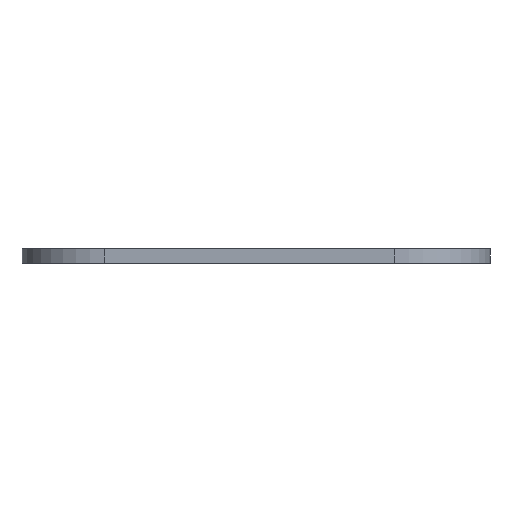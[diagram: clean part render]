
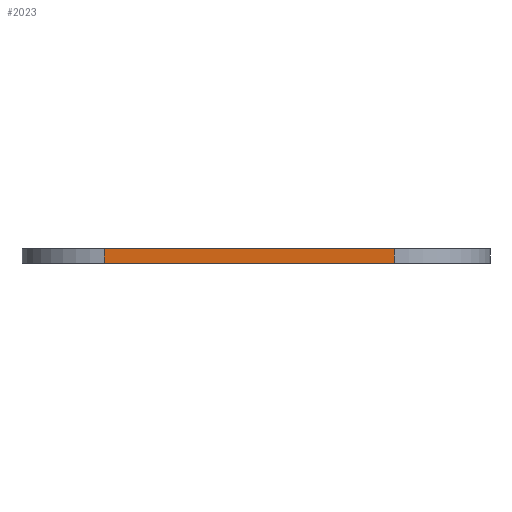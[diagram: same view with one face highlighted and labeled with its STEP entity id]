
A CAD part, left-side view. The second image highlights one B-rep face of the part: STEP entity #2023.
In plain terms, the highlighted planar face has unit normal (-0.997, 0.077, 0).
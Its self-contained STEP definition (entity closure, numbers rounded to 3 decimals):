
#94=PLANE('',#2248);
#187=FACE_OUTER_BOUND('',#305,.T.);
#305=EDGE_LOOP('',(#1753,#1754,#1755,#1756));
#346=LINE('',#2910,#521);
#500=LINE('',#3429,#675);
#501=LINE('',#3432,#676);
#502=LINE('',#3433,#677);
#521=VECTOR('',#2296,10.);
#675=VECTOR('',#2832,10.);
#676=VECTOR('',#2835,10.);
#677=VECTOR('',#2836,10.);
#820=VERTEX_POINT('',#2907);
#821=VERTEX_POINT('',#2909);
#995=VERTEX_POINT('',#3427);
#996=VERTEX_POINT('',#3431);
#1020=EDGE_CURVE('',#820,#821,#346,.T.);
#1280=EDGE_CURVE('',#820,#995,#500,.T.);
#1281=EDGE_CURVE('',#996,#995,#501,.T.);
#1282=EDGE_CURVE('',#821,#996,#502,.T.);
#1753=ORIENTED_EDGE('',*,*,#1020,.F.);
#1754=ORIENTED_EDGE('',*,*,#1280,.T.);
#1755=ORIENTED_EDGE('',*,*,#1281,.F.);
#1756=ORIENTED_EDGE('',*,*,#1282,.F.);
#2023=ADVANCED_FACE('',(#187),#94,.T.);
#2248=AXIS2_PLACEMENT_3D('',#3430,#2833,#2834);
#2296=DIRECTION('',(-0.077,-0.997,0.));
#2832=DIRECTION('',(0.,0.,-1.));
#2833=DIRECTION('center_axis',(-0.997,0.077,0.));
#2834=DIRECTION('ref_axis',(0.077,0.997,0.));
#2835=DIRECTION('',(0.077,0.997,0.));
#2836=DIRECTION('',(0.,0.,-1.));
#2907=CARTESIAN_POINT('',(36.035,51.92,2.));
#2909=CARTESIAN_POINT('',(33.035,12.92,2.));
#2910=CARTESIAN_POINT('',(37.298,68.335,2.));
#3427=CARTESIAN_POINT('',(36.035,51.92,0.));
#3429=CARTESIAN_POINT('',(36.035,51.92,2.));
#3430=CARTESIAN_POINT('Origin',(33.035,12.92,2.));
#3431=CARTESIAN_POINT('',(33.035,12.92,0.));
#3432=CARTESIAN_POINT('',(33.927,24.506,0.));
#3433=CARTESIAN_POINT('',(33.035,12.92,2.));
